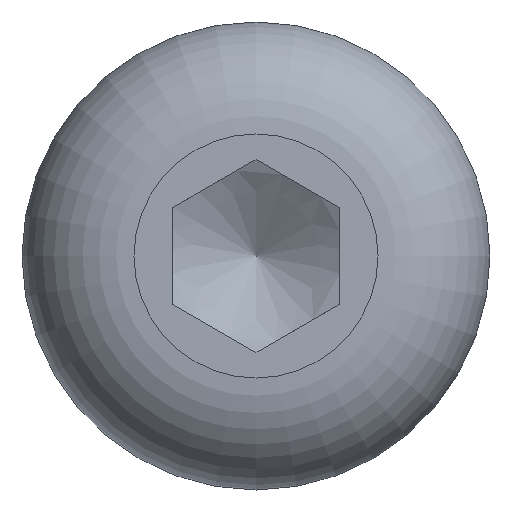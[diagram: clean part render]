
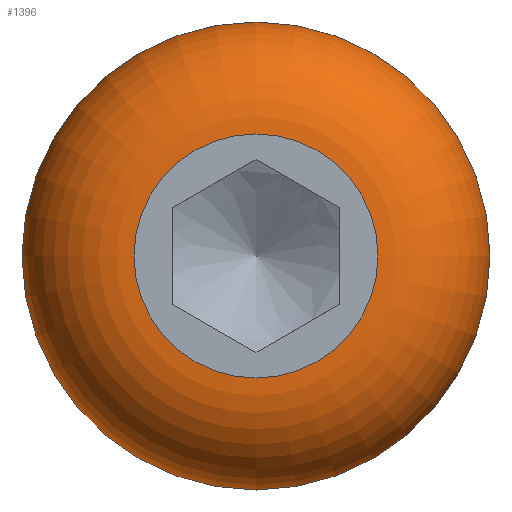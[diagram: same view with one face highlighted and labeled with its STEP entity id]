
A CAD part, left-side view. The second image highlights one B-rep face of the part: STEP entity #1396.
In plain terms, the highlighted toroidal (fillet/blend) face has major radius 3.65 mm and minor radius 3.35 mm.
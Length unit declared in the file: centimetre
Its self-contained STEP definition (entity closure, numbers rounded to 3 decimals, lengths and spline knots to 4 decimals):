
#49=TOROIDAL_SURFACE('',#1532,0.365,0.335);
#81=FACE_BOUND('',#506,.T.);
#205=CIRCLE('',#1531,0.365);
#206=CIRCLE('',#1533,0.7);
#371=FACE_OUTER_BOUND('',#505,.T.);
#505=EDGE_LOOP('',(#1077));
#506=EDGE_LOOP('',(#1078));
#772=VERTEX_POINT('',#2362);
#773=VERTEX_POINT('',#2365);
#915=EDGE_CURVE('',#772,#772,#205,.T.);
#916=EDGE_CURVE('',#773,#773,#206,.T.);
#1077=ORIENTED_EDGE('',*,*,#915,.T.);
#1078=ORIENTED_EDGE('',*,*,#916,.F.);
#1396=ADVANCED_FACE('',(#371,#81),#49,.T.);
#1531=AXIS2_PLACEMENT_3D('',#2363,#1811,#1812);
#1532=AXIS2_PLACEMENT_3D('',#2364,#1813,#1814);
#1533=AXIS2_PLACEMENT_3D('',#2366,#1815,#1816);
#1811=DIRECTION('center_axis',(1.,0.,0.));
#1812=DIRECTION('ref_axis',(0.,0.,-1.));
#1813=DIRECTION('center_axis',(1.,0.,0.));
#1814=DIRECTION('ref_axis',(0.,0.,1.));
#1815=DIRECTION('center_axis',(1.,0.,0.));
#1816=DIRECTION('ref_axis',(0.,-1.,0.));
#2362=CARTESIAN_POINT('',(-0.44,0.365,0.));
#2363=CARTESIAN_POINT('Origin',(-0.44,0.,0.));
#2364=CARTESIAN_POINT('Origin',(-0.105,0.,0.));
#2365=CARTESIAN_POINT('',(-0.105,-0.7,0.));
#2366=CARTESIAN_POINT('Origin',(-0.105,0.,0.));
